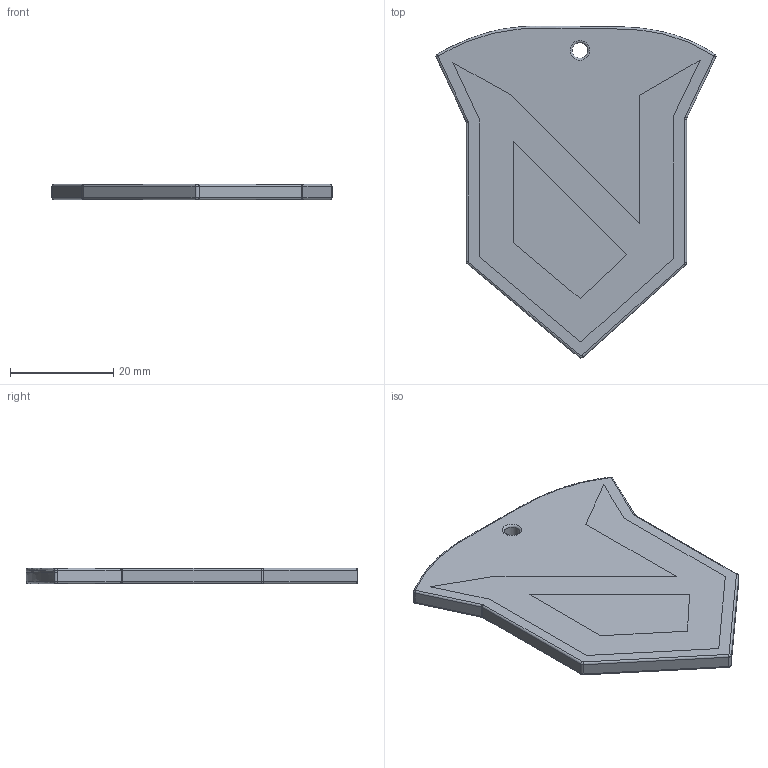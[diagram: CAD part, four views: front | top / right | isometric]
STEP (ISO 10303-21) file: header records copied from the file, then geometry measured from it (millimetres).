
FILE_DESCRIPTION(('HOOPS Exchange Step'),'2;1');
FILE_NAME('temp_export','2025-01-13T15:49:30+05:30',('taranmittal'),('Shapr3D Limited'),'HOOPS Exchange 2024.2','Shapr3D','Authorized');
FILE_SCHEMA( ('AP242_MANAGED_MODEL_BASED_3D_ENGINEERING_MIM_LF {1 0 10303 442 1 1 4 }') );
Length unit declared in the file: millimetre
Products named in the file (1): root
Bounding box: 54.31 x 64.39 x 3 mm (x, y, z)
Volume: 7065.2 mm3; surface area: 8485.6 mm2
Topology: 2 solids, 2 shells, 89 faces, 219 edges, 133 vertices
Faces by surface type: plane 43, cylinder 24, torus 18, bspline 4
Full cylindrical faces by diameter (mm): 3 x1, 25.4 x1
Entity records: 4416 total; most frequent: CARTESIAN_POINT 2227, DIRECTION 467, ORIENTED_EDGE 438, EDGE_CURVE 219, AXIS2_PLACEMENT_3D 166, VECTOR 135, LINE 135, VERTEX_POINT 133
